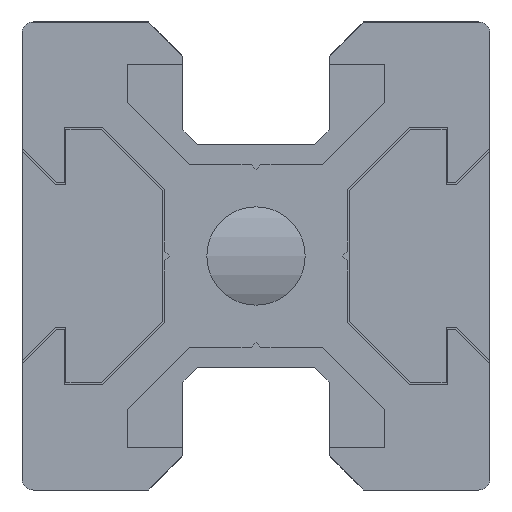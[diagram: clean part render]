
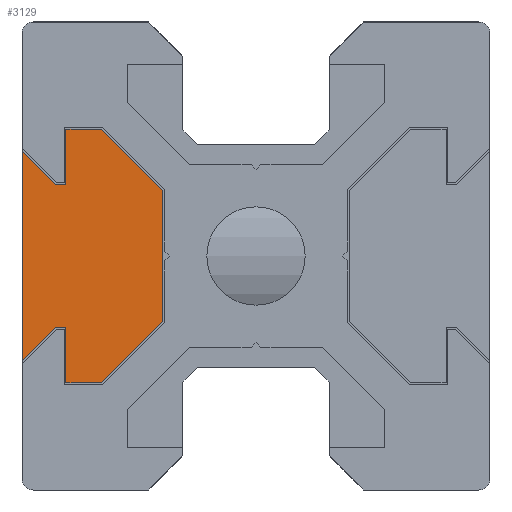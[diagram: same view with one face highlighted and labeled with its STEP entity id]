
A CAD part, front view. The second image highlights one B-rep face of the part: STEP entity #3129.
In plain terms, the highlighted planar face has unit normal (0, -1, 0).
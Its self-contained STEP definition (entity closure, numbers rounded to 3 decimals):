
#180=FACE_OUTER_BOUND('',#351,.T.);
#351=EDGE_LOOP('',(#2540,#2541,#2542,#2543,#2544,#2545,#2546,#2547,#2548,
#2549,#2550,#2551));
#704=LINE('',#4784,#1085);
#750=LINE('',#4966,#1131);
#751=LINE('',#4968,#1132);
#752=LINE('',#4970,#1133);
#753=LINE('',#4972,#1134);
#754=LINE('',#4974,#1135);
#755=LINE('',#4975,#1136);
#756=LINE('',#4977,#1137);
#757=LINE('',#4979,#1138);
#758=LINE('',#4981,#1139);
#759=LINE('',#4983,#1140);
#760=LINE('',#4984,#1141);
#1085=VECTOR('',#3874,10.);
#1131=VECTOR('',#4000,10.);
#1132=VECTOR('',#4001,10.);
#1133=VECTOR('',#4002,10.);
#1134=VECTOR('',#4003,10.);
#1135=VECTOR('',#4004,10.);
#1136=VECTOR('',#4005,10.);
#1137=VECTOR('',#4006,10.);
#1138=VECTOR('',#4007,10.);
#1139=VECTOR('',#4008,10.);
#1140=VECTOR('',#4009,10.);
#1141=VECTOR('',#4010,10.);
#1412=VERTEX_POINT('',#4781);
#1413=VERTEX_POINT('',#4783);
#1477=VERTEX_POINT('',#4964);
#1478=VERTEX_POINT('',#4965);
#1479=VERTEX_POINT('',#4967);
#1480=VERTEX_POINT('',#4969);
#1481=VERTEX_POINT('',#4971);
#1482=VERTEX_POINT('',#4973);
#1483=VERTEX_POINT('',#4976);
#1484=VERTEX_POINT('',#4978);
#1485=VERTEX_POINT('',#4980);
#1486=VERTEX_POINT('',#4982);
#1783=EDGE_CURVE('',#1413,#1412,#704,.T.);
#1859=EDGE_CURVE('',#1477,#1478,#750,.F.);
#1860=EDGE_CURVE('',#1478,#1479,#751,.F.);
#1861=EDGE_CURVE('',#1479,#1480,#752,.F.);
#1862=EDGE_CURVE('',#1480,#1481,#753,.F.);
#1863=EDGE_CURVE('',#1481,#1482,#754,.F.);
#1864=EDGE_CURVE('',#1482,#1413,#755,.F.);
#1865=EDGE_CURVE('',#1412,#1483,#756,.F.);
#1866=EDGE_CURVE('',#1483,#1484,#757,.F.);
#1867=EDGE_CURVE('',#1484,#1485,#758,.F.);
#1868=EDGE_CURVE('',#1485,#1486,#759,.F.);
#1869=EDGE_CURVE('',#1486,#1477,#760,.F.);
#2540=ORIENTED_EDGE('',*,*,#1859,.T.);
#2541=ORIENTED_EDGE('',*,*,#1860,.T.);
#2542=ORIENTED_EDGE('',*,*,#1861,.T.);
#2543=ORIENTED_EDGE('',*,*,#1862,.T.);
#2544=ORIENTED_EDGE('',*,*,#1863,.T.);
#2545=ORIENTED_EDGE('',*,*,#1864,.T.);
#2546=ORIENTED_EDGE('',*,*,#1783,.T.);
#2547=ORIENTED_EDGE('',*,*,#1865,.T.);
#2548=ORIENTED_EDGE('',*,*,#1866,.T.);
#2549=ORIENTED_EDGE('',*,*,#1867,.T.);
#2550=ORIENTED_EDGE('',*,*,#1868,.T.);
#2551=ORIENTED_EDGE('',*,*,#1869,.T.);
#2980=PLANE('',#3370);
#3129=ADVANCED_FACE('',(#180),#2980,.T.);
#3370=AXIS2_PLACEMENT_3D('',#4963,#3998,#3999);
#3874=DIRECTION('',(0.,0.,-1.));
#3998=DIRECTION('center_axis',(0.,-1.,0.));
#3999=DIRECTION('ref_axis',(0.,0.,-1.));
#4000=DIRECTION('',(0.,0.,-1.));
#4001=DIRECTION('',(0.707,0.,-0.707));
#4002=DIRECTION('',(1.,0.,0.));
#4003=DIRECTION('',(0.,0.,1.));
#4004=DIRECTION('',(1.,0.,0.));
#4005=DIRECTION('',(0.707,0.,-0.707));
#4006=DIRECTION('',(-0.707,0.,-0.707));
#4007=DIRECTION('',(-1.,0.,0.));
#4008=DIRECTION('',(0.,0.,1.));
#4009=DIRECTION('',(-1.,0.,0.));
#4010=DIRECTION('',(-0.707,0.,-0.707));
#4781=CARTESIAN_POINT('',(-10.,95.,-4.474));
#4783=CARTESIAN_POINT('',(-10.,95.,4.474));
#4784=CARTESIAN_POINT('',(-10.,95.,4.58));
#4963=CARTESIAN_POINT('Origin',(-6.845,95.,0.));
#4964=CARTESIAN_POINT('',(-3.975,95.,-2.808));
#4965=CARTESIAN_POINT('',(-3.975,95.,2.808));
#4966=CARTESIAN_POINT('',(-3.975,95.,0.105));
#4967=CARTESIAN_POINT('',(-6.592,95.,5.425));
#4968=CARTESIAN_POINT('',(-3.979,95.,2.813));
#4969=CARTESIAN_POINT('',(-8.125,95.,5.425));
#4970=CARTESIAN_POINT('',(-6.703,95.,5.425));
#4971=CARTESIAN_POINT('',(-8.125,95.,3.05));
#4972=CARTESIAN_POINT('',(-8.125,95.,2.75));
#4973=CARTESIAN_POINT('',(-8.576,95.,3.05));
#4974=CARTESIAN_POINT('',(-7.522,95.,3.05));
#4975=CARTESIAN_POINT('',(-7.392,95.,1.866));
#4976=CARTESIAN_POINT('',(-8.576,95.,-3.05));
#4977=CARTESIAN_POINT('',(-8.119,95.,-2.593));
#4978=CARTESIAN_POINT('',(-8.125,95.,-3.05));
#4979=CARTESIAN_POINT('',(-7.695,95.,-3.05));
#4980=CARTESIAN_POINT('',(-8.125,95.,-5.425));
#4981=CARTESIAN_POINT('',(-8.125,95.,-1.562));
#4982=CARTESIAN_POINT('',(-6.592,95.,-5.425));
#4983=CARTESIAN_POINT('',(-7.523,95.,-5.425));
#4984=CARTESIAN_POINT('',(-5.31,95.,-4.143));
